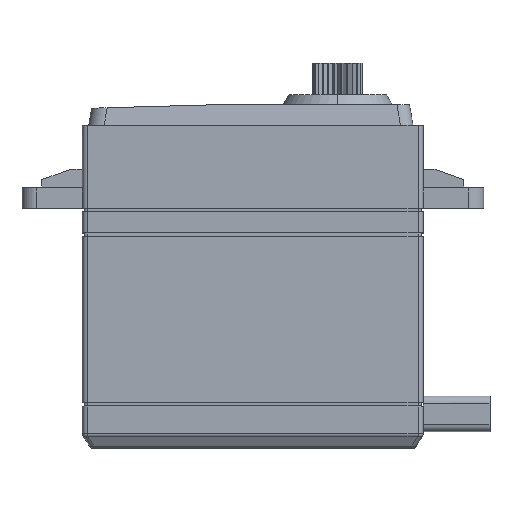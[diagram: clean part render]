
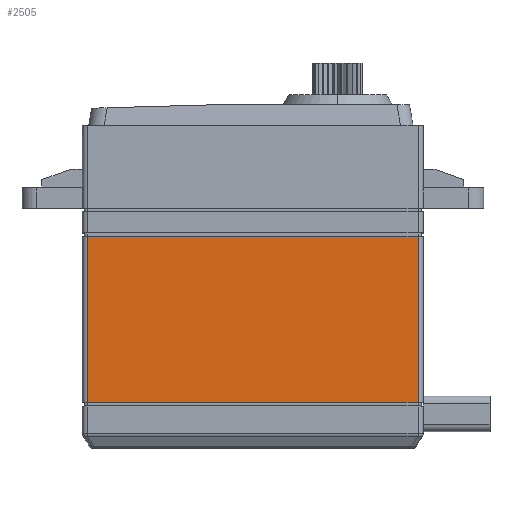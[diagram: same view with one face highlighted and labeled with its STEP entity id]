
A CAD part, top view. The second image highlights one B-rep face of the part: STEP entity #2505.
In plain terms, the highlighted planar face has unit normal (0, 0, 1).
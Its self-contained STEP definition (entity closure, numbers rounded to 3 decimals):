
#151 = DIRECTION ( 'NONE',  ( 1., 0., 0. ) ) ;
#228 = CARTESIAN_POINT ( 'NONE',  ( 0.61, 25., 0. ) ) ;
#368 = VERTEX_POINT ( 'NONE', #7399 ) ;
#644 = EDGE_LOOP ( 'NONE', ( #5291, #7614, #6819, #4195 ) ) ;
#716 = VERTEX_POINT ( 'NONE', #8098 ) ;
#933 = EDGE_CURVE ( 'NONE', #3507, #368, #3702, .T. ) ;
#1126 = CARTESIAN_POINT ( 'NONE',  ( 39.55, 5.4, 0. ) ) ;
#1356 = CARTESIAN_POINT ( 'NONE',  ( 0., 40.5, 0. ) ) ;
#1650 = VECTOR ( 'NONE', #151, 1000. ) ;
#1699 = VECTOR ( 'NONE', #4521, 1000. ) ;
#2086 = LINE ( 'NONE', #5016, #1650 ) ;
#2366 = FACE_OUTER_BOUND ( 'NONE', #644, .T. ) ;
#2370 = EDGE_CURVE ( 'NONE', #3238, #716, #2473, .T. ) ;
#2473 = LINE ( 'NONE', #8583, #1699 ) ;
#2505 = ADVANCED_FACE ( 'NONE', ( #2366 ), #8075, .F. ) ;
#2539 = EDGE_CURVE ( 'NONE', #716, #3507, #3231, .T. ) ;
#2639 = AXIS2_PLACEMENT_3D ( 'NONE', #1356, #8161, #5408 ) ;
#2736 = CARTESIAN_POINT ( 'NONE',  ( 39.55, 40.5, 0. ) ) ;
#3231 = LINE ( 'NONE', #7558, #8352 ) ;
#3238 = VERTEX_POINT ( 'NONE', #228 ) ;
#3476 = VECTOR ( 'NONE', #7592, 1000. ) ;
#3507 = VERTEX_POINT ( 'NONE', #1126 ) ;
#3702 = LINE ( 'NONE', #2736, #3476 ) ;
#4195 = ORIENTED_EDGE ( 'NONE', *, *, #933, .T. ) ;
#4521 = DIRECTION ( 'NONE',  ( 0., -1., 0. ) ) ;
#5016 = CARTESIAN_POINT ( 'NONE',  ( 0.61, 25., 0. ) ) ;
#5291 = ORIENTED_EDGE ( 'NONE', *, *, #7469, .F. ) ;
#5408 = DIRECTION ( 'NONE',  ( -1., 0., 0. ) ) ;
#5470 = DIRECTION ( 'NONE',  ( 1., 0., 0. ) ) ;
#6819 = ORIENTED_EDGE ( 'NONE', *, *, #2539, .T. ) ;
#7399 = CARTESIAN_POINT ( 'NONE',  ( 39.55, 25., 0. ) ) ;
#7469 = EDGE_CURVE ( 'NONE', #3238, #368, #2086, .T. ) ;
#7558 = CARTESIAN_POINT ( 'NONE',  ( 0.61, 5.4, 0. ) ) ;
#7592 = DIRECTION ( 'NONE',  ( 0., 1., 0. ) ) ;
#7614 = ORIENTED_EDGE ( 'NONE', *, *, #2370, .T. ) ;
#8075 = PLANE ( 'NONE',  #2639 ) ;
#8098 = CARTESIAN_POINT ( 'NONE',  ( 0.61, 5.4, 0. ) ) ;
#8161 = DIRECTION ( 'NONE',  ( 0., 0., -1. ) ) ;
#8352 = VECTOR ( 'NONE', #5470, 1000. ) ;
#8583 = CARTESIAN_POINT ( 'NONE',  ( 0.61, 40.5, 0. ) ) ;
